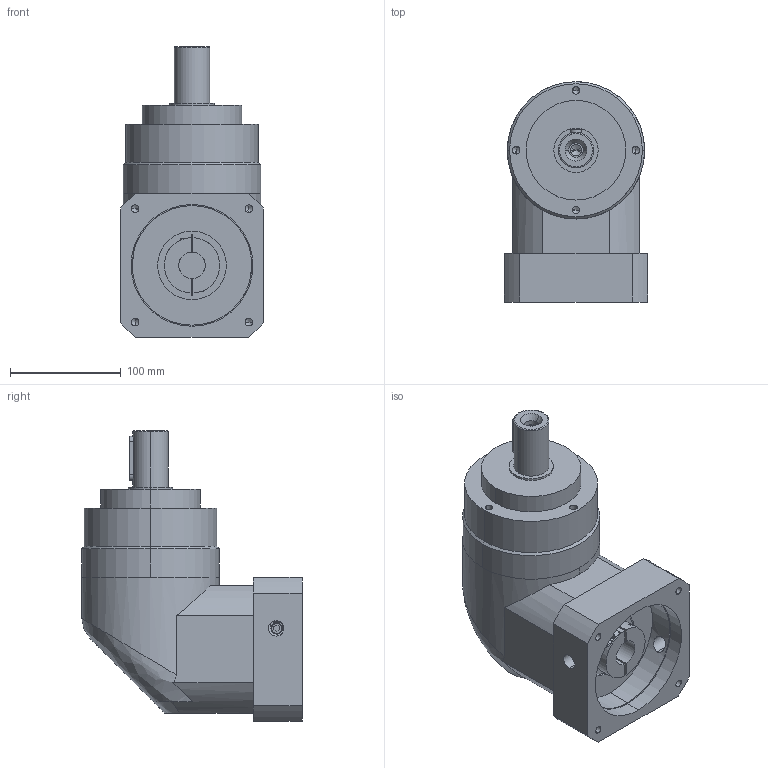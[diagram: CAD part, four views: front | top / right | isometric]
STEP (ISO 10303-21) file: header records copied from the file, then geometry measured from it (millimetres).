
FILE_DESCRIPTION (( 'STEP AP203' ), '1' );
FILE_NAME ('GPER120-L1-(24-110-145-M8).STEP', '2022-05-26T07:13:20', ( '微软用户' ), ( '微软中国' ), 'SwSTEP 2.0', 'SolidWorks 2018', '' );
FILE_SCHEMA (( 'CONFIG_CONTROL_DESIGN' ));
Length unit declared in the file: millimetre
Products named in the file (1): GPER120-L1-(24-110-145-M8)
Bounding box: 130 x 199 x 262.5 mm (x, y, z)
Volume: 2944890.1 mm3; surface area: 222220.8 mm2
Topology: 6 solids, 6 shells, 186 faces, 445 edges, 275 vertices
Faces by surface type: cylinder 84, plane 67, cone 26, torus 6, bspline 3
Entity records: 6218 total; most frequent: CARTESIAN_POINT 1827, DIRECTION 933, ORIENTED_EDGE 854, EDGE_CURVE 427, AXIS2_PLACEMENT_3D 355, VERTEX_POINT 275, LINE 223, VECTOR 223
